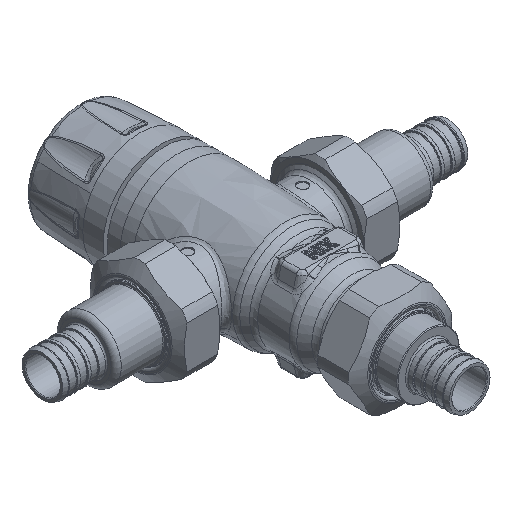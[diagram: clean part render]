
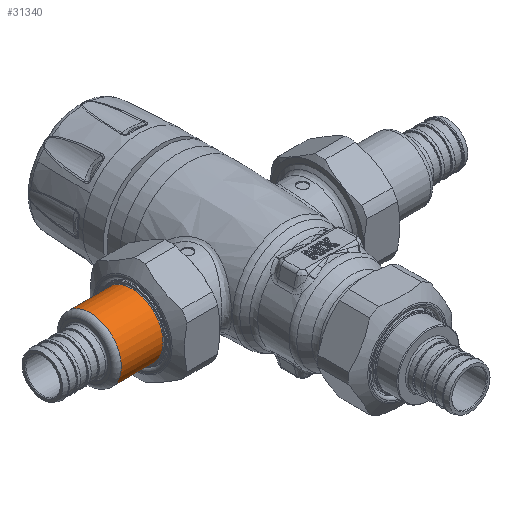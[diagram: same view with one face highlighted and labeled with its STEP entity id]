
A CAD part, isometric view. The second image highlights one B-rep face of the part: STEP entity #31340.
In plain terms, the highlighted cylindrical face has radius 12.192 mm (diameter 24.384 mm), a full revolution.
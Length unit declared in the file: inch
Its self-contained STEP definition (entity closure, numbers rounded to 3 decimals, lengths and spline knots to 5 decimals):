
#3099=FACE_OUTER_BOUND('',#5032,.T.);
#5032=EDGE_LOOP('',(#23939,#23940,#23941,#23942,#23943,#23944));
#6857=CIRCLE('',#33958,0.48);
#6858=CIRCLE('',#33959,0.48);
#6860=CIRCLE('',#33963,0.48);
#6861=CIRCLE('',#33964,0.48);
#8299=LINE('',#89872,#9890);
#9890=VECTOR('',#39801,0.48);
#13048=VERTEX_POINT('',#89860);
#13049=VERTEX_POINT('',#89862);
#13051=VERTEX_POINT('',#89869);
#13052=VERTEX_POINT('',#89870);
#16875=EDGE_CURVE('',#13048,#13049,#6857,.T.);
#16876=EDGE_CURVE('',#13049,#13048,#6858,.T.);
#16878=EDGE_CURVE('',#13051,#13052,#6860,.T.);
#16879=EDGE_CURVE('',#13051,#13049,#8299,.T.);
#16880=EDGE_CURVE('',#13052,#13051,#6861,.T.);
#23939=ORIENTED_EDGE('',*,*,#16878,.F.);
#23940=ORIENTED_EDGE('',*,*,#16879,.T.);
#23941=ORIENTED_EDGE('',*,*,#16875,.F.);
#23942=ORIENTED_EDGE('',*,*,#16876,.F.);
#23943=ORIENTED_EDGE('',*,*,#16879,.F.);
#23944=ORIENTED_EDGE('',*,*,#16880,.F.);
#28149=CYLINDRICAL_SURFACE('',#33962,0.48);
#31340=ADVANCED_FACE('',(#3099),#28149,.T.);
#33958=AXIS2_PLACEMENT_3D('',#89863,#39789,#39790);
#33959=AXIS2_PLACEMENT_3D('',#89864,#39791,#39792);
#33962=AXIS2_PLACEMENT_3D('',#89868,#39797,#39798);
#33963=AXIS2_PLACEMENT_3D('',#89871,#39799,#39800);
#33964=AXIS2_PLACEMENT_3D('',#89873,#39802,#39803);
#39789=DIRECTION('center_axis',(1.,0.,0.));
#39790=DIRECTION('ref_axis',(0.,0.,-1.));
#39791=DIRECTION('center_axis',(1.,0.,0.));
#39792=DIRECTION('ref_axis',(0.,0.,-1.));
#39797=DIRECTION('center_axis',(-1.,0.,0.));
#39798=DIRECTION('ref_axis',(0.,0.,-1.));
#39799=DIRECTION('center_axis',(-1.,0.,0.));
#39800=DIRECTION('ref_axis',(0.,0.,-1.));
#39801=DIRECTION('',(1.,0.,0.));
#39802=DIRECTION('center_axis',(-1.,0.,0.));
#39803=DIRECTION('ref_axis',(0.,0.,-1.));
#89860=CARTESIAN_POINT('',(-1.7448,0.,-0.48));
#89862=CARTESIAN_POINT('',(-1.7448,0.,0.48));
#89863=CARTESIAN_POINT('Origin',(-1.7448,0.,0.));
#89864=CARTESIAN_POINT('Origin',(-1.7448,0.,0.));
#89868=CARTESIAN_POINT('Origin',(-1.5748,0.,0.));
#89869=CARTESIAN_POINT('',(-2.3885,0.,0.48));
#89870=CARTESIAN_POINT('',(-2.3885,0.,-0.48));
#89871=CARTESIAN_POINT('Origin',(-2.3885,0.,0.));
#89872=CARTESIAN_POINT('',(-1.5748,0.,0.48));
#89873=CARTESIAN_POINT('Origin',(-2.3885,0.,0.));
